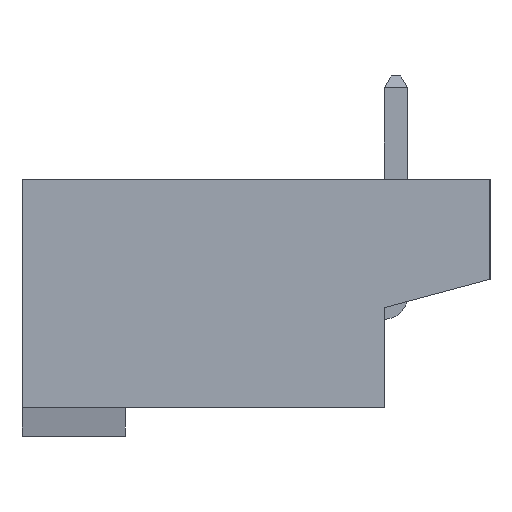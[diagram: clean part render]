
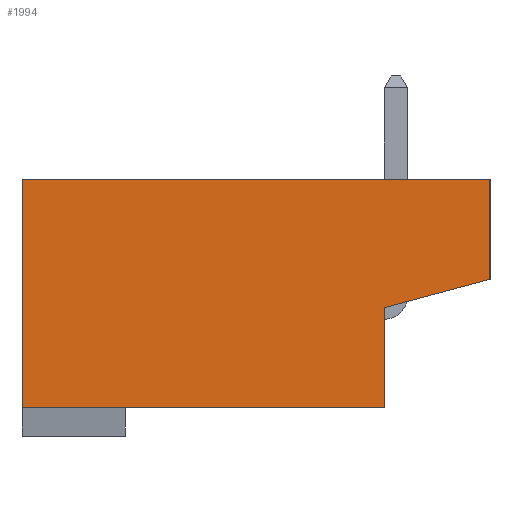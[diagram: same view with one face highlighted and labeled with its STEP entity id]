
A CAD part, left-side view. The second image highlights one B-rep face of the part: STEP entity #1994.
In plain terms, the highlighted planar face has unit normal (-1, 0, 0).
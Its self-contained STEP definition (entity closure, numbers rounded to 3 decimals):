
#244 = VERTEX_POINT('',#245);
#245 = CARTESIAN_POINT('',(-6.755,5.45,3.605));
#251 = EDGE_CURVE('',#252,#244,#254,.T.);
#252 = VERTEX_POINT('',#253);
#253 = CARTESIAN_POINT('',(-6.755,5.45,-2.815));
#254 = LINE('',#255,#256);
#255 = CARTESIAN_POINT('',(-6.755,5.45,-2.815));
#256 = VECTOR('',#257,1.);
#257 = DIRECTION('',(0.,0.,1.));
#1540 = VERTEX_POINT('',#1541);
#1541 = CARTESIAN_POINT('',(-6.755,-4.725,-2.815));
#1547 = EDGE_CURVE('',#1540,#1548,#1550,.T.);
#1548 = VERTEX_POINT('',#1549);
#1549 = CARTESIAN_POINT('',(-6.755,-4.725,0.));
#1550 = LINE('',#1551,#1552);
#1551 = CARTESIAN_POINT('',(-6.755,-4.725,-2.815));
#1552 = VECTOR('',#1553,1.);
#1553 = DIRECTION('',(0.,0.,1.));
#1857 = EDGE_CURVE('',#252,#1540,#1858,.T.);
#1858 = LINE('',#1859,#1860);
#1859 = CARTESIAN_POINT('',(-6.755,5.45,-2.815));
#1860 = VECTOR('',#1861,1.);
#1861 = DIRECTION('',(0.,-1.,0.));
#1952 = VERTEX_POINT('',#1953);
#1953 = CARTESIAN_POINT('',(-6.755,-7.69,3.605));
#1959 = EDGE_CURVE('',#1952,#244,#1960,.T.);
#1960 = LINE('',#1961,#1962);
#1961 = CARTESIAN_POINT('',(-6.755,-7.69,3.605));
#1962 = VECTOR('',#1963,1.);
#1963 = DIRECTION('',(0.,1.,0.));
#1974 = EDGE_CURVE('',#1975,#1952,#1977,.T.);
#1975 = VERTEX_POINT('',#1976);
#1976 = CARTESIAN_POINT('',(-6.755,-7.69,0.794));
#1977 = LINE('',#1978,#1979);
#1978 = CARTESIAN_POINT('',(-6.755,-7.69,0.794));
#1979 = VECTOR('',#1980,1.);
#1980 = DIRECTION('',(0.,0.,1.));
#1994 = ADVANCED_FACE('',(#1995),#2008,.T.);
#1995 = FACE_BOUND('',#1996,.F.);
#1996 = EDGE_LOOP('',(#1997,#1998,#1999,#2005,#2006,#2007));
#1997 = ORIENTED_EDGE('',*,*,#1959,.F.);
#1998 = ORIENTED_EDGE('',*,*,#1974,.F.);
#1999 = ORIENTED_EDGE('',*,*,#2000,.F.);
#2000 = EDGE_CURVE('',#1548,#1975,#2001,.T.);
#2001 = LINE('',#2002,#2003);
#2002 = CARTESIAN_POINT('',(-6.755,-4.725,0.));
#2003 = VECTOR('',#2004,1.);
#2004 = DIRECTION('',(0.,-0.966,0.259));
#2005 = ORIENTED_EDGE('',*,*,#1547,.F.);
#2006 = ORIENTED_EDGE('',*,*,#1857,.F.);
#2007 = ORIENTED_EDGE('',*,*,#251,.T.);
#2008 = PLANE('',#2009);
#2009 = AXIS2_PLACEMENT_3D('',#2010,#2011,#2012);
#2010 = CARTESIAN_POINT('',(-6.755,5.45,-3.605));
#2011 = DIRECTION('',(-1.,0.,0.));
#2012 = DIRECTION('',(0.,-1.,0.));
